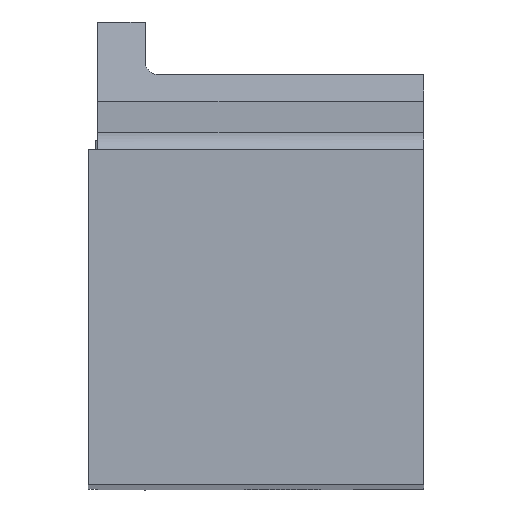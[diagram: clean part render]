
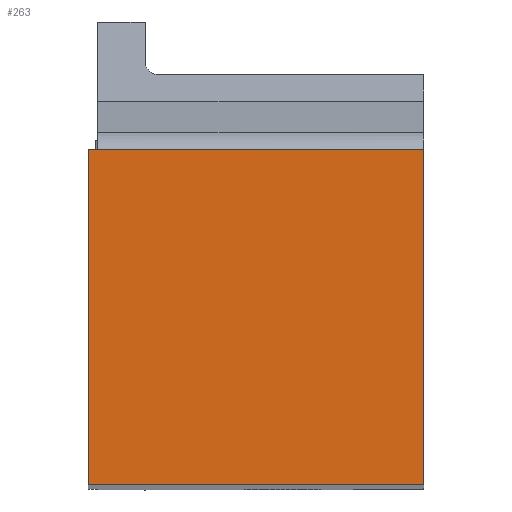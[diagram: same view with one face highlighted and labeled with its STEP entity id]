
A CAD part, top view. The second image highlights one B-rep face of the part: STEP entity #263.
In plain terms, the highlighted planar face has unit normal (0, 0, 1).
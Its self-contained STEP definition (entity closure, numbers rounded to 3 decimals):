
#263=ADVANCED_FACE('',(#479),#368,.T.);
#368=PLANE('',#3353);
#479=FACE_OUTER_BOUND('',#645,.T.);
#645=EDGE_LOOP('',(#1176,#1177,#1178,#1179));
#1176=ORIENTED_EDGE('',*,*,#2212,.F.);
#1177=ORIENTED_EDGE('',*,*,#2193,.F.);
#1178=ORIENTED_EDGE('',*,*,#2190,.T.);
#1179=ORIENTED_EDGE('',*,*,#2186,.F.);
#1805=VERTEX_POINT('',#8386);
#1806=VERTEX_POINT('',#8388);
#1809=VERTEX_POINT('',#8396);
#1811=VERTEX_POINT('',#8402);
#2186=EDGE_CURVE('',#1805,#1806,#2868,.T.);
#2190=EDGE_CURVE('',#1809,#1806,#2871,.T.);
#2193=EDGE_CURVE('',#1809,#1811,#2873,.T.);
#2212=EDGE_CURVE('',#1811,#1805,#2888,.T.);
#2868=LINE('',#8387,#3059);
#2871=LINE('',#8395,#3062);
#2873=LINE('',#8401,#3064);
#2888=LINE('',#8450,#3079);
#3059=VECTOR('',#3726,1.);
#3062=VECTOR('',#3733,1.);
#3064=VECTOR('',#3739,1.);
#3079=VECTOR('',#3768,1.);
#3353=AXIS2_PLACEMENT_3D('',#8456,#3775,#3776);
#3726=DIRECTION('',(0.,1.,0.));
#3733=DIRECTION('',(-1.,0.,0.));
#3739=DIRECTION('',(0.,-1.,0.));
#3768=DIRECTION('',(-1.,0.,0.));
#3775=DIRECTION('',(0.,0.,1.));
#3776=DIRECTION('',(-1.,0.,0.));
#8386=CARTESIAN_POINT('',(-12.7,0.,0.));
#8387=CARTESIAN_POINT('',(-12.7,0.,0.));
#8388=CARTESIAN_POINT('',(-12.7,12.7,0.));
#8395=CARTESIAN_POINT('',(0.,12.7,0.));
#8396=CARTESIAN_POINT('',(0.,12.7,0.));
#8401=CARTESIAN_POINT('',(0.,12.7,0.));
#8402=CARTESIAN_POINT('',(0.,0.,0.));
#8450=CARTESIAN_POINT('',(0.,0.,0.));
#8456=CARTESIAN_POINT('',(-6.35,6.35,0.));
